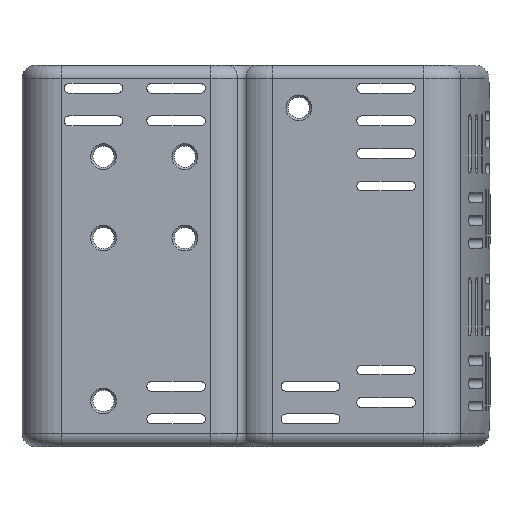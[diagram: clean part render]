
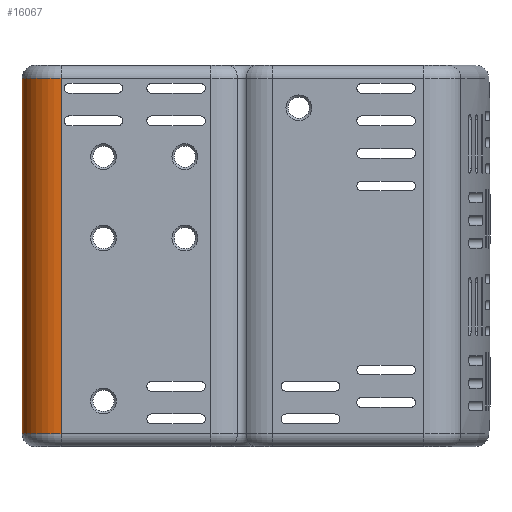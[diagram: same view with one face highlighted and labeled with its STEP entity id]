
A CAD part, left-side view. The second image highlights one B-rep face of the part: STEP entity #16067.
In plain terms, the highlighted cylindrical face has radius 12 mm (diameter 24 mm), a partial arc.
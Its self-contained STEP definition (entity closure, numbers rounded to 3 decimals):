
#1757=FACE_OUTER_BOUND('',#2677,.T.);
#2677=EDGE_LOOP('',(#13855,#13856,#13857,#13858));
#4278=LINE('',#29756,#5660);
#4304=LINE('',#29978,#5686);
#5660=VECTOR('',#21721,10.);
#5686=VECTOR('',#22019,10.);
#6378=CIRCLE('',#17530,12.);
#6405=CIRCLE('',#17570,12.);
#7894=VERTEX_POINT('',#29750);
#7896=VERTEX_POINT('',#29754);
#7920=VERTEX_POINT('',#29839);
#7940=VERTEX_POINT('',#29907);
#10142=EDGE_CURVE('',#7894,#7896,#4278,.T.);
#10187=EDGE_CURVE('',#7894,#7920,#6378,.T.);
#10226=EDGE_CURVE('',#7940,#7896,#6405,.T.);
#10257=EDGE_CURVE('',#7920,#7940,#4304,.T.);
#13855=ORIENTED_EDGE('',*,*,#10187,.F.);
#13856=ORIENTED_EDGE('',*,*,#10142,.T.);
#13857=ORIENTED_EDGE('',*,*,#10226,.F.);
#13858=ORIENTED_EDGE('',*,*,#10257,.F.);
#15282=CYLINDRICAL_SURFACE('',#17611,12.);
#16067=ADVANCED_FACE('',(#1757),#15282,.T.);
#17530=AXIS2_PLACEMENT_3D('',#29843,#21837,#21838);
#17570=AXIS2_PLACEMENT_3D('',#29916,#21929,#21930);
#17611=AXIS2_PLACEMENT_3D('',#29977,#22017,#22018);
#21721=DIRECTION('',(0.,0.,1.));
#21837=DIRECTION('center_axis',(0.,0.,-1.));
#21838=DIRECTION('ref_axis',(-0.707,0.707,0.));
#21929=DIRECTION('center_axis',(0.,0.,1.));
#21930=DIRECTION('ref_axis',(-0.707,0.707,0.));
#22017=DIRECTION('center_axis',(0.,0.,1.));
#22018=DIRECTION('ref_axis',(0.,1.,0.));
#22019=DIRECTION('',(0.,0.,1.));
#29750=CARTESIAN_POINT('',(-60.,65.,-54.5));
#29754=CARTESIAN_POINT('',(-60.,65.,54.5));
#29756=CARTESIAN_POINT('',(-60.,65.,0.));
#29839=CARTESIAN_POINT('',(-48.,77.,-54.5));
#29843=CARTESIAN_POINT('Origin',(-48.,65.,-54.5));
#29907=CARTESIAN_POINT('',(-48.,77.,54.5));
#29916=CARTESIAN_POINT('Origin',(-48.,65.,54.5));
#29977=CARTESIAN_POINT('Origin',(-48.,65.,0.));
#29978=CARTESIAN_POINT('',(-48.,77.,0.));
